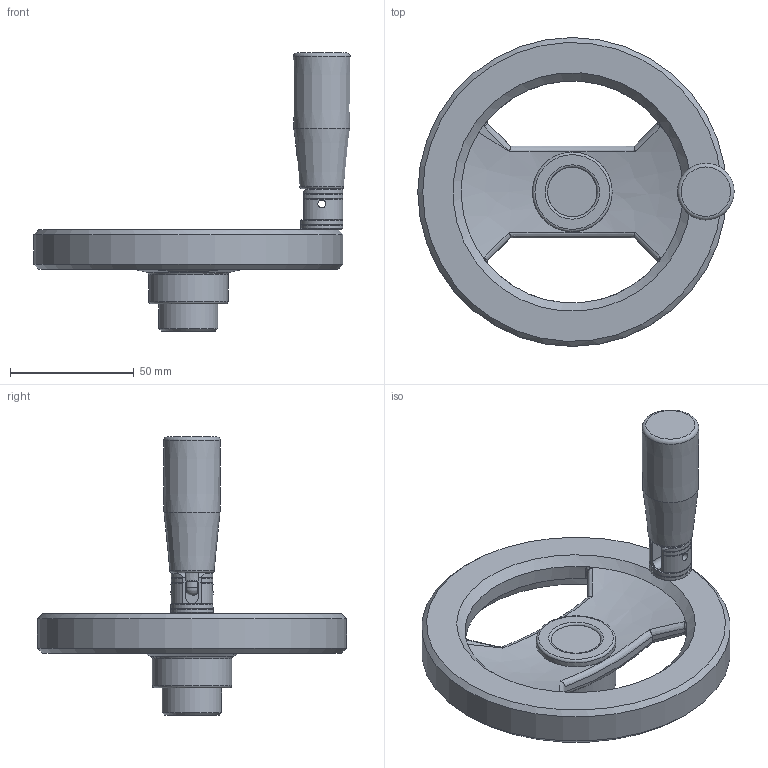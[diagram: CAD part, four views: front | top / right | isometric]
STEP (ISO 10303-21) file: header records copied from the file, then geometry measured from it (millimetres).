
FILE_DESCRIPTION( ( 'Unknown' ), '1' );
FILE_NAME( '6155002_VR2A_125-MR.stp', 'Unknown', ( 'Unknown' ), ( 'Unknown' ), 'PSStep 10.0', 'Unknown', ' ' );
FILE_SCHEMA( ( 'automotive_design' ) );
Length unit declared in the file: millimetre
Products named in the file (2): 1833030
Bounding box: 127.99 x 125 x 112.5 mm (x, y, z)
Volume: 145959.2 mm3; surface area: 40208.6 mm2
Topology: 2 solids, 3 shells, 160 faces, 404 edges, 247 vertices
Faces by surface type: plane 61, cylinder 36, cone 29, bspline 24, torus 9, sphere 1
Full cylindrical faces by diameter (mm): 2.2 x1, 2.5 x1, 3.2 x2, 3.5 x1, 4.134 x1, 5 x1, 6 x1, 6.4 x1, 6.5 x1, 7 x1, 8.2 x1, 9 x1, 9.9 x1, 10 x2, 12.15 x1, 17 x2, 20 x1, 24 x1, 32.2 x2, 125 x1
Entity records: 9350 total; most frequent: CARTESIAN_POINT 4853, DIRECTION 629, ORIENTED_EDGE 618, EDGE_CURVE 309, AXIS2_PLACEMENT_3D 270, EDGE_LOOP 232, VERTEX_POINT 212, FACE_OUTER_BOUND 193
